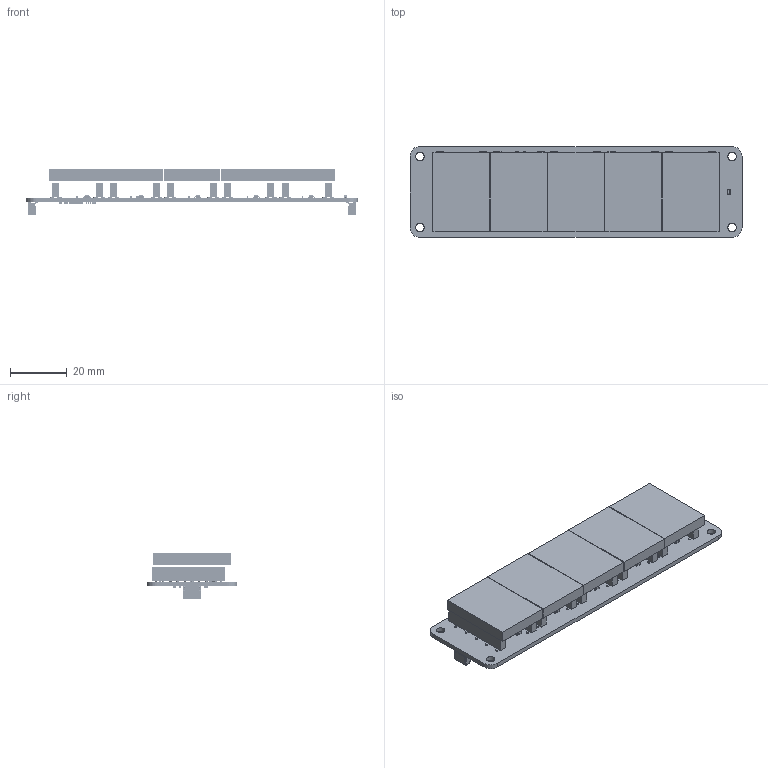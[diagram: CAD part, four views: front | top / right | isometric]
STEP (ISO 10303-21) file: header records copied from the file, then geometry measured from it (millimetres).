
FILE_DESCRIPTION(('Open CASCADE Model'),'2;1');
FILE_NAME('Open CASCADE Shape Model','2025-05-20T08:15:24',('Author'),( 'Open CASCADE'),'Open CASCADE STEP processor 7.5','Open CASCADE 7.5' ,'Unknown');
FILE_SCHEMA(('AUTOMOTIVE_DESIGN { 1 0 10303 214 1 1 1 1 }'));
Length unit declared in the file: millimetre
Products named in the file (76): PCB; Board; Open CASCADE STEP translator 7.5 20.1.1; R1; 4365189712; Extruded; 4365189472; STAT1; 0603 LED Green; Solid1; Solid4; R20; 7081593760; 7081593520; R18; R16; R10; X5-2; 1x10 SMT Socket; X5-1; X4-2; X4-1; X3-2; X3-1; X2-2; X2-1; X1-2; X1-1; T5; SOT-23; T4; T3; T2; T1; R26; R25; R24; R23; R22; R19 ...
Assembly tree (158 placements, depth 4):
  PCB
    Board
      Open CASCADE STEP translator 7.5 20.1.1
    R1
      4365189712  x2
        Extruded
      4365189472
        Extruded
    STAT1
      0603 LED Green
        Solid1
        Solid4
        Solid1
        Solid1
        Solid4
        Solid1
        Solid1
        Solid1
    R20
      7081593760  x2
        Extruded
      7081593520
        Extruded
    R18
      4365189712  x2
        Extruded
      4365189472
        Extruded
    R16
      7081593760  x2
        Extruded
      7081593520
        Extruded
    R10
      7081593760  x2
        Extruded
      7081593520
        Extruded
    X5-2
      1x10 SMT Socket
    X5-1
      1x10 SMT Socket
    X4-2
      1x10 SMT Socket
    X4-1
      1x10 SMT Socket
    X3-2
      1x10 SMT Socket
    X3-1
      1x10 SMT Socket
    X2-2
      1x10 SMT Socket
    X2-1
      1x10 SMT Socket
    X1-2
      1x10 SMT Socket
    X1-1
      1x10 SMT Socket
    T5
      SOT-23
Bounding box: 117 x 32 x 16.02 mm (x, y, z)
Volume: 19083 mm3; surface area: 26357.7 mm2
Topology: 466 solids, 466 shells, 10566 faces, 29437 edges, 21340 vertices
Faces by surface type: plane 7595, cylinder 2928, bspline 35, sphere 8
Full cylindrical faces by diameter (mm): 1.016 x2, 3 x4
Entity records: 84185 total; most frequent: CARTESIAN_POINT 17709, DIRECTION 11959, ORIENTED_EDGE 10578, LINE 5635, VECTOR 5635, EDGE_CURVE 5289, VERTEX_POINT 3476, AXIS2_PLACEMENT_3D 3162
